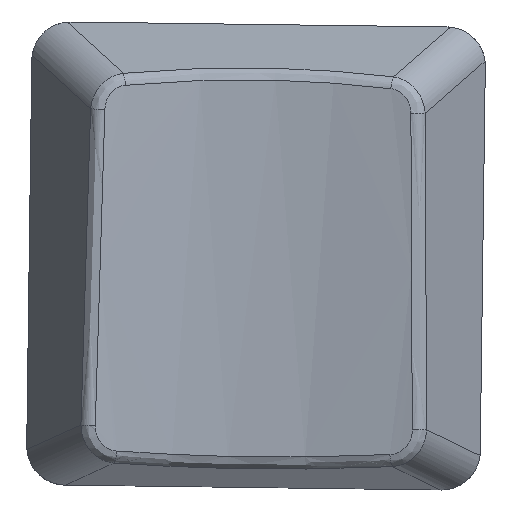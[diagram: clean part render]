
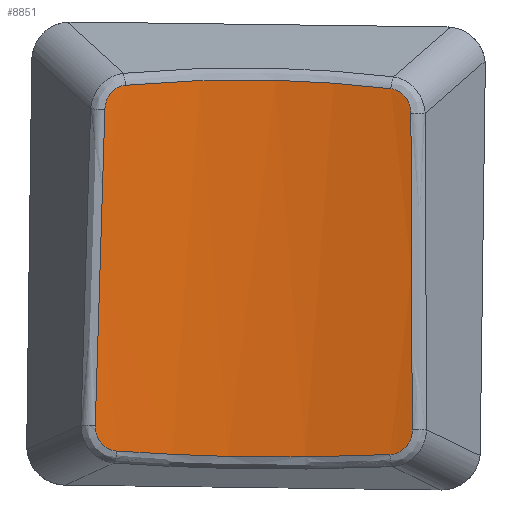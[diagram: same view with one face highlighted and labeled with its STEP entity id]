
A CAD part, top view. The second image highlights one B-rep face of the part: STEP entity #8851.
In plain terms, the highlighted cylindrical face has radius 25 mm (diameter 50 mm), a partial arc.
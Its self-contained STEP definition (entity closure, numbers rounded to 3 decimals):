
#82=(
BOUNDED_CURVE()
B_SPLINE_CURVE(3,(#13062,#13063,#13064,#13065,#13066,#13067,#13068),
 .UNSPECIFIED.,.F.,.F.)
B_SPLINE_CURVE_WITH_KNOTS((4,1,1,1,4),(0.143,0.488,
0.838,1.182,1.514),.UNSPECIFIED.)
CURVE()
GEOMETRIC_REPRESENTATION_ITEM()
RATIONAL_B_SPLINE_CURVE((1.,1.,1.,1.,1.,1.,
1.))
REPRESENTATION_ITEM('')
);
#83=(
BOUNDED_CURVE()
B_SPLINE_CURVE(3,(#13076,#13077,#13078,#13079,#13080,#13081,#13082),
 .UNSPECIFIED.,.F.,.F.)
B_SPLINE_CURVE_WITH_KNOTS((4,1,1,1,4),(0.076,0.409,
0.752,1.102,1.448),.UNSPECIFIED.)
CURVE()
GEOMETRIC_REPRESENTATION_ITEM()
RATIONAL_B_SPLINE_CURVE((1.,1.,1.,1.,1.,1.,
1.))
REPRESENTATION_ITEM('')
);
#84=(
BOUNDED_CURVE()
B_SPLINE_CURVE(3,(#13086,#13087,#13088,#13089,#13090,#13091,#13092),
 .UNSPECIFIED.,.F.,.F.)
B_SPLINE_CURVE_WITH_KNOTS((4,1,1,1,4),(0.095,0.449,
0.82,1.193,1.556),.UNSPECIFIED.)
CURVE()
GEOMETRIC_REPRESENTATION_ITEM()
RATIONAL_B_SPLINE_CURVE((1.,1.,1.,1.,1.,1.,
1.))
REPRESENTATION_ITEM('')
);
#85=(
BOUNDED_CURVE()
B_SPLINE_CURVE(3,(#13094,#13095,#13096,#13097,#13098),.UNSPECIFIED.,.F.,
 .F.)
B_SPLINE_CURVE_WITH_KNOTS((4,1,4),(-0.111,5.314,10.738),
 .UNSPECIFIED.)
CURVE()
GEOMETRIC_REPRESENTATION_ITEM()
RATIONAL_B_SPLINE_CURVE((1.,1.,1.,1.,1.))
REPRESENTATION_ITEM('')
);
#86=(
BOUNDED_CURVE()
B_SPLINE_CURVE(3,(#13100,#13101,#13102,#13103,#13104,#13105,#13106),
 .UNSPECIFIED.,.F.,.F.)
B_SPLINE_CURVE_WITH_KNOTS((4,1,1,1,4),(0.103,0.467,
0.84,1.21,1.565),.UNSPECIFIED.)
CURVE()
GEOMETRIC_REPRESENTATION_ITEM()
RATIONAL_B_SPLINE_CURVE((1.,1.,1.,1.,1.,1.,1.))
REPRESENTATION_ITEM('')
);
#135=B_SPLINE_CURVE_WITH_KNOTS('',3,(#13070,#13071,#13072,#13073,#13074),
 .UNSPECIFIED.,.F.,.F.,(4,1,4),(-0.081,5.193,10.467),
 .UNSPECIFIED.);
#174=ELLIPSE('',#9405,2243.648,51.849);
#175=ELLIPSE('',#9406,2243.705,51.851);
#191=CYLINDRICAL_SURFACE('',#9404,25.);
#535=FACE_OUTER_BOUND('',#1046,.T.);
#1046=EDGE_LOOP('',(#5943,#5944,#5945,#5946,#5947,#5948,#5949,#5950));
#3704=VERTEX_POINT('',#13060);
#3705=VERTEX_POINT('',#13061);
#3706=VERTEX_POINT('',#13069);
#3707=VERTEX_POINT('',#13075);
#3708=VERTEX_POINT('',#13083);
#3709=VERTEX_POINT('',#13085);
#3710=VERTEX_POINT('',#13093);
#3711=VERTEX_POINT('',#13099);
#4569=EDGE_CURVE('',#3704,#3705,#82,.T.);
#4570=EDGE_CURVE('',#3706,#3705,#135,.T.);
#4571=EDGE_CURVE('',#3706,#3707,#83,.T.);
#4572=EDGE_CURVE('',#3707,#3708,#174,.T.);
#4573=EDGE_CURVE('',#3708,#3709,#84,.T.);
#4574=EDGE_CURVE('',#3710,#3709,#85,.T.);
#4575=EDGE_CURVE('',#3710,#3711,#86,.T.);
#4576=EDGE_CURVE('',#3711,#3704,#175,.T.);
#5943=ORIENTED_EDGE('',*,*,#4569,.T.);
#5944=ORIENTED_EDGE('',*,*,#4570,.F.);
#5945=ORIENTED_EDGE('',*,*,#4571,.T.);
#5946=ORIENTED_EDGE('',*,*,#4572,.T.);
#5947=ORIENTED_EDGE('',*,*,#4573,.T.);
#5948=ORIENTED_EDGE('',*,*,#4574,.F.);
#5949=ORIENTED_EDGE('',*,*,#4575,.T.);
#5950=ORIENTED_EDGE('',*,*,#4576,.T.);
#8851=ADVANCED_FACE('',(#535),#191,.F.);
#9404=AXIS2_PLACEMENT_3D('',#13059,#10257,#10258);
#9405=AXIS2_PLACEMENT_3D('',#13084,#10259,#10260);
#9406=AXIS2_PLACEMENT_3D('',#13107,#10261,#10262);
#10257=DIRECTION('center_axis',(0.013,0.999,0.035));
#10258=DIRECTION('ref_axis',(0.25,0.031,-0.968));
#10259=DIRECTION('center_axis',(-0.866,0.011,0.5));
#10260=DIRECTION('ref_axis',(-0.025,-0.999,-0.022));
#10261=DIRECTION('center_axis',(0.866,-0.012,0.5));
#10262=DIRECTION('ref_axis',(-0.001,-1.,-0.022));
#13059=CARTESIAN_POINT('Origin',(-0.018,1.973,34.276));
#13060=CARTESIAN_POINT('',(5.987,8.834,10.213));
#13061=CARTESIAN_POINT('',(5.211,9.788,10.068));
#13062=CARTESIAN_POINT('Ctrl Pts',(5.987,8.834,10.213));
#13063=CARTESIAN_POINT('Ctrl Pts',(5.987,8.949,10.217));
#13064=CARTESIAN_POINT('Ctrl Pts',(5.951,9.181,10.216));
#13065=CARTESIAN_POINT('Ctrl Pts',(5.788,9.49,10.186));
#13066=CARTESIAN_POINT('Ctrl Pts',(5.528,9.709,10.133));
#13067=CARTESIAN_POINT('Ctrl Pts',(5.317,9.775,10.09));
#13068=CARTESIAN_POINT('Ctrl Pts',(5.211,9.788,10.068));
#13069=CARTESIAN_POINT('',(-5.04,9.922,10.068));
#13070=CARTESIAN_POINT('Ctrl Pts',(-5.04,9.922,10.068));
#13071=CARTESIAN_POINT('Ctrl Pts',(-3.359,10.081,9.722));
#13072=CARTESIAN_POINT('Ctrl Pts',(0.09,10.222,
9.369));
#13073=CARTESIAN_POINT('Ctrl Pts',(3.534,9.991,9.722));
#13074=CARTESIAN_POINT('Ctrl Pts',(5.211,9.788,10.068));
#13075=CARTESIAN_POINT('',(-5.841,8.988,10.213));
#13076=CARTESIAN_POINT('Ctrl Pts',(-5.04,9.922,10.068));
#13077=CARTESIAN_POINT('Ctrl Pts',(-5.146,9.912,10.09));
#13078=CARTESIAN_POINT('Ctrl Pts',(-5.359,9.852,10.133));
#13079=CARTESIAN_POINT('Ctrl Pts',(-5.625,9.639,10.186));
#13080=CARTESIAN_POINT('Ctrl Pts',(-5.796,9.334,10.216));
#13081=CARTESIAN_POINT('Ctrl Pts',(-5.838,9.103,10.217));
#13082=CARTESIAN_POINT('Ctrl Pts',(-5.841,8.988,10.213));
#13083=CARTESIAN_POINT('',(-6.212,-3.237,9.839));
#13084=CARTESIAN_POINT('Origin',(-4.451,-873.08,31.991));
#13085=CARTESIAN_POINT('',(-5.374,-4.213,9.606));
#13086=CARTESIAN_POINT('Ctrl Pts',(-6.212,-3.237,
9.839));
#13087=CARTESIAN_POINT('Ctrl Pts',(-6.216,-3.355,
9.835));
#13088=CARTESIAN_POINT('Ctrl Pts',(-6.184,-3.597,9.818));
#13089=CARTESIAN_POINT('Ctrl Pts',(-6.008,-3.92,
9.762));
#13090=CARTESIAN_POINT('Ctrl Pts',(-5.721,-4.144,9.685));
#13091=CARTESIAN_POINT('Ctrl Pts',(-5.49,-4.205,
9.631));
#13092=CARTESIAN_POINT('Ctrl Pts',(-5.374,-4.213,
9.606));
#13093=CARTESIAN_POINT('',(5.175,-4.351,9.606));
#13094=CARTESIAN_POINT('Ctrl Pts',(5.175,-4.351,9.606));
#13095=CARTESIAN_POINT('Ctrl Pts',(3.444,-4.432,9.229));
#13096=CARTESIAN_POINT('Ctrl Pts',(-0.102,-4.49,
8.845));
#13097=CARTESIAN_POINT('Ctrl Pts',(-3.646,-4.339,
9.229));
#13098=CARTESIAN_POINT('Ctrl Pts',(-5.374,-4.213,
9.606));
#13099=CARTESIAN_POINT('',(6.039,-3.397,9.839));
#13100=CARTESIAN_POINT('Ctrl Pts',(5.175,-4.351,9.606));
#13101=CARTESIAN_POINT('Ctrl Pts',(5.291,-4.346,9.631));
#13102=CARTESIAN_POINT('Ctrl Pts',(5.524,-4.291,9.685));
#13103=CARTESIAN_POINT('Ctrl Pts',(5.816,-4.074,9.762));
#13104=CARTESIAN_POINT('Ctrl Pts',(6.,-3.757,9.818));
#13105=CARTESIAN_POINT('Ctrl Pts',(6.039,-3.515,9.835));
#13106=CARTESIAN_POINT('Ctrl Pts',(6.039,-3.397,9.839));
#13107=CARTESIAN_POINT('Origin',(-18.464,-872.935,31.992));
